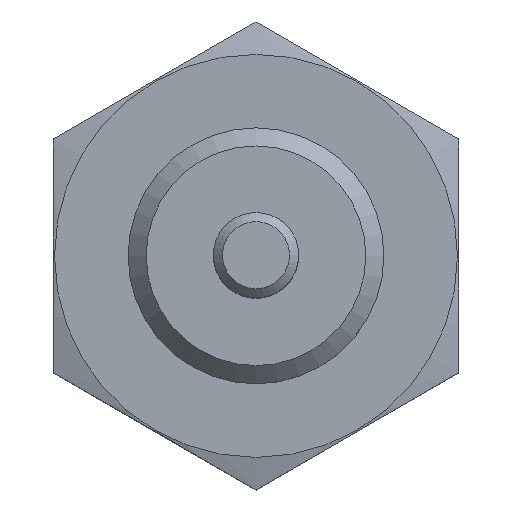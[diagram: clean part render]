
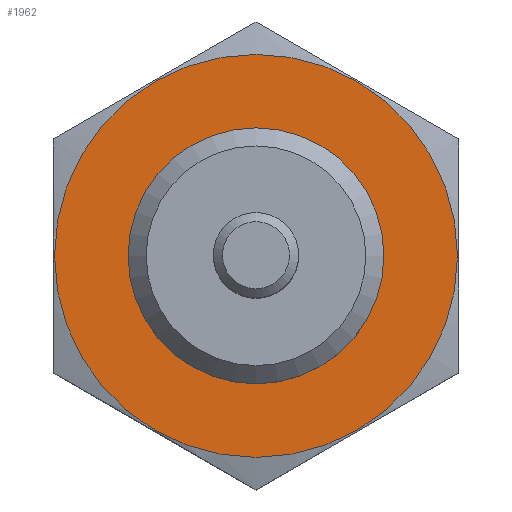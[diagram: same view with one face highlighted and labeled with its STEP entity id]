
A CAD part, top view. The second image highlights one B-rep face of the part: STEP entity #1962.
In plain terms, the highlighted face is planar.
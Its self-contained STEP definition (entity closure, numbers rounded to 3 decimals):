
#84=PLANE('',#2142);
#580=ORIENTED_EDGE('',*,*,#802,.F.);
#581=ORIENTED_EDGE('',*,*,#803,.T.);
#802=EDGE_CURVE('',#949,#949,#1046,.T.);
#803=EDGE_CURVE('',#950,#950,#1047,.T.);
#949=VERTEX_POINT('',#3046);
#950=VERTEX_POINT('',#3048);
#1046=CIRCLE('',#2143,9.45);
#1047=CIRCLE('',#2144,6.);
#1164=EDGE_LOOP('',(#580));
#1165=EDGE_LOOP('',(#581));
#1307=FACE_BOUND('',#1164,.T.);
#1308=FACE_BOUND('',#1165,.T.);
#1962=ADVANCED_FACE('',(#1307,#1308),#84,.F.);
#2142=AXIS2_PLACEMENT_3D('',#3044,#2528,#2529);
#2143=AXIS2_PLACEMENT_3D('',#3045,#2530,#2531);
#2144=AXIS2_PLACEMENT_3D('',#3047,#2532,#2533);
#2528=DIRECTION('',(0.,-1.,0.));
#2529=DIRECTION('',(0.,0.,-1.));
#2530=DIRECTION('',(0.,-1.,0.));
#2531=DIRECTION('',(0.,0.,-1.));
#2532=DIRECTION('',(0.,-1.,0.));
#2533=DIRECTION('',(0.,0.,-1.));
#3044=CARTESIAN_POINT('',(0.,0.,0.));
#3045=CARTESIAN_POINT('',(0.,0.,0.));
#3046=CARTESIAN_POINT('',(0.,0.,-9.45));
#3047=CARTESIAN_POINT('',(0.,0.,0.));
#3048=CARTESIAN_POINT('',(0.,0.,-6.));
